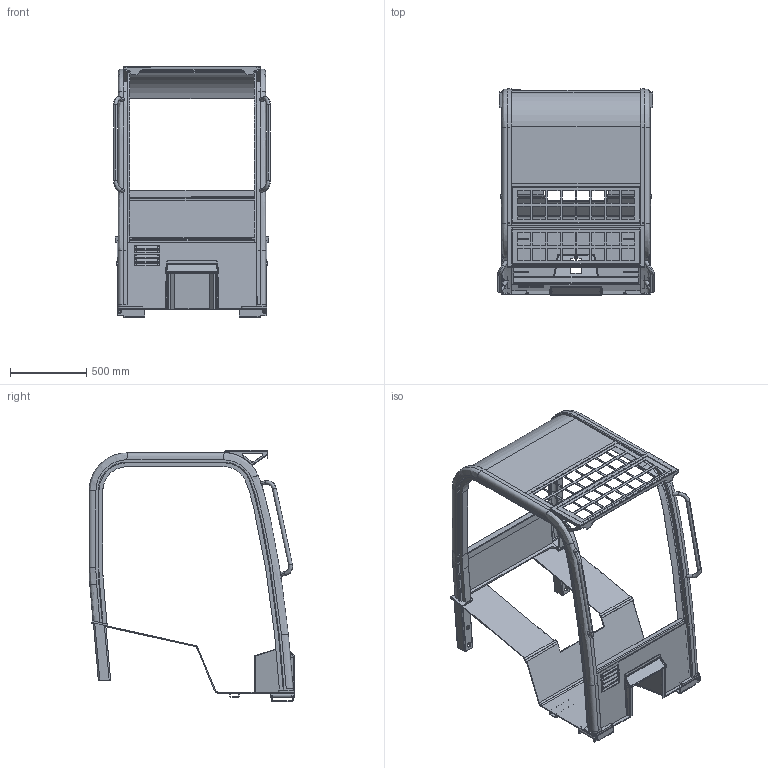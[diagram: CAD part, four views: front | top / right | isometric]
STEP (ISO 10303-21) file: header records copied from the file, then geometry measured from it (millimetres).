
FILE_DESCRIPTION (( 'STEP AP203' ), '1' );
FILE_NAME ('Cab_Primary.STEP', '2023-07-27T05:57:00', ( '' ), ( '' ), 'SwSTEP 2.0', 'SolidWorks 2021', '' );
FILE_SCHEMA (( 'CONFIG_CONTROL_DESIGN' ));
Length unit declared in the file: centimetre
Products named in the file (4): Cab _1_; Part 18; Cab_Primary; Part 3
Assembly tree (3 placements, depth 3):
  Cab_Primary
    Cab _1_
      Part 18
      Part 3
Bounding box: 1028.85 x 1350.44 x 1652.95 mm (x, y, z)
Volume: 66946007.9 mm3; surface area: 9064545.9 mm2
Topology: 2 solids, 4 shells, 986 faces, 2717 edges, 1720 vertices
Faces by surface type: plane 625, cylinder 261, bspline 78, cone 14, torus 8
Entity records: 38739 total; most frequent: CARTESIAN_POINT 13792, ORIENTED_EDGE 5434, DIRECTION 4642, EDGE_CURVE 2717, LINE 1924, VECTOR 1924, VERTEX_POINT 1720, AXIS2_PLACEMENT_3D 1359
